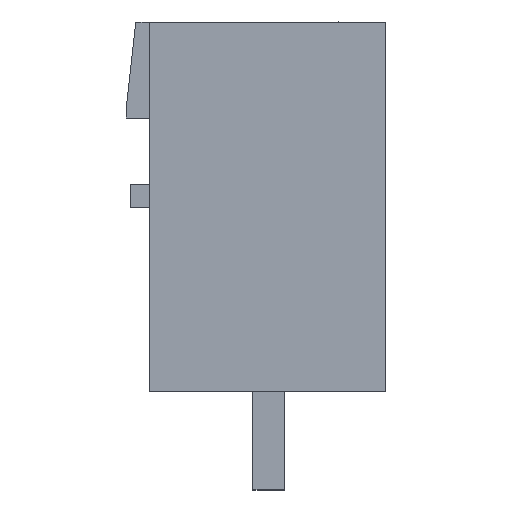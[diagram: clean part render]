
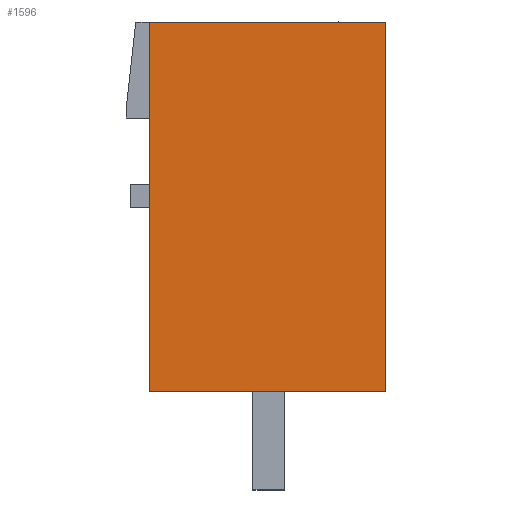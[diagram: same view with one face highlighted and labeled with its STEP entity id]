
A CAD part, left-side view. The second image highlights one B-rep face of the part: STEP entity #1596.
In plain terms, the highlighted planar face has unit normal (-1, 0, 0).
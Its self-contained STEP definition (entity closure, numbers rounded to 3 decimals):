
#1576=AXIS2_PLACEMENT_3D('Plane Axis2P3D',#1573,#1574,#1575) ;
#913=CARTESIAN_POINT('Vertex',(0.,0.,3.2)) ;
#916=CARTESIAN_POINT('Line Origine',(0.,3.84,3.2)) ;
#920=CARTESIAN_POINT('Vertex',(0.,7.68,3.2)) ;
#1357=CARTESIAN_POINT('Vertex',(0.,0.,15.2)) ;
#1360=CARTESIAN_POINT('Line Origine',(0.,0.,9.2)) ;
#1573=CARTESIAN_POINT('Axis2P3D Location',(0.,-1.5,3.2)) ;
#1578=CARTESIAN_POINT('Line Origine',(0.,7.68,9.2)) ;
#1582=CARTESIAN_POINT('Vertex',(0.,7.68,15.2)) ;
#1585=CARTESIAN_POINT('Line Origine',(0.,3.84,15.2)) ;
#917=DIRECTION('Vector Direction',(0.,-1.,0.)) ;
#1361=DIRECTION('Vector Direction',(0.,0.,-1.)) ;
#1574=DIRECTION('Axis2P3D Direction',(-1.,0.,0.)) ;
#1575=DIRECTION('Axis2P3D XDirection',(0.,0.,1.)) ;
#1579=DIRECTION('Vector Direction',(0.,0.,-1.)) ;
#1586=DIRECTION('Vector Direction',(0.,-1.,0.)) ;
#918=VECTOR('Line Direction',#917,1.) ;
#1362=VECTOR('Line Direction',#1361,1.) ;
#1580=VECTOR('Line Direction',#1579,1.) ;
#1587=VECTOR('Line Direction',#1586,1.) ;
#1591=ORIENTED_EDGE('',*,*,#1584,.T.) ;
#1592=ORIENTED_EDGE('',*,*,#922,.T.) ;
#1593=ORIENTED_EDGE('',*,*,#1364,.T.) ;
#1594=ORIENTED_EDGE('',*,*,#1589,.T.) ;
#1596=ADVANCED_FACE('HOUSING',(#1595),#1577,.T.) ;
#922=EDGE_CURVE('',#921,#914,#919,.T.) ;
#1364=EDGE_CURVE('',#914,#1358,#1363,.F.) ;
#1584=EDGE_CURVE('',#1583,#921,#1581,.T.) ;
#1589=EDGE_CURVE('',#1358,#1583,#1588,.F.) ;
#1590=EDGE_LOOP('',(#1591,#1592,#1593,#1594)) ;
#1595=FACE_OUTER_BOUND('',#1590,.T.) ;
#919=LINE('Line',#916,#918) ;
#1363=LINE('Line',#1360,#1362) ;
#1581=LINE('Line',#1578,#1580) ;
#1588=LINE('Line',#1585,#1587) ;
#1577=PLANE('',#1576) ;
#914=VERTEX_POINT('',#913) ;
#921=VERTEX_POINT('',#920) ;
#1358=VERTEX_POINT('',#1357) ;
#1583=VERTEX_POINT('',#1582) ;
